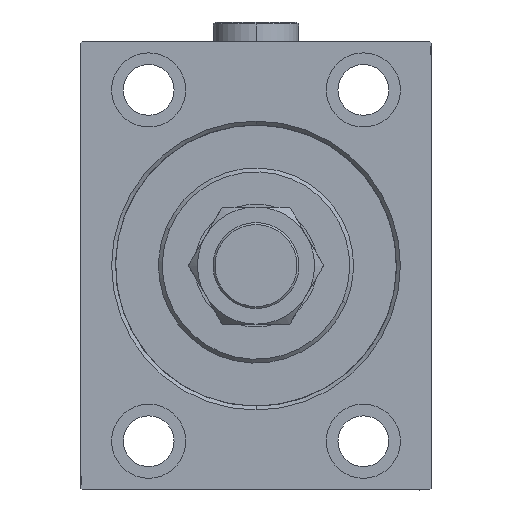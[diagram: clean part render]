
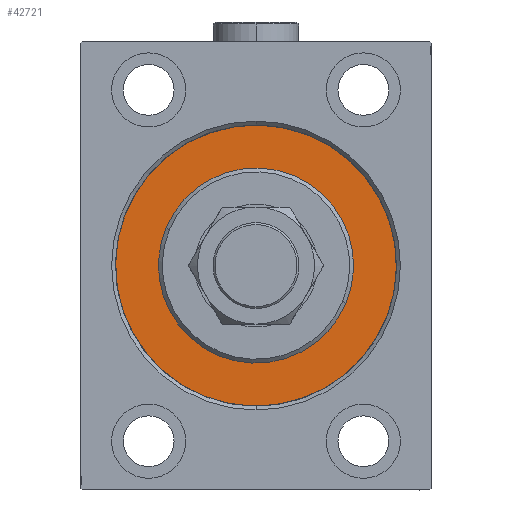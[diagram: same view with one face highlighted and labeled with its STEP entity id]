
A CAD part, left-side view. The second image highlights one B-rep face of the part: STEP entity #42721.
In plain terms, the highlighted face is planar.
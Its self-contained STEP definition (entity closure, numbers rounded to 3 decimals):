
#235 = CARTESIAN_POINT ( 'NONE',  ( 0., 0., 0. ) ) ;
#2835 = ORIENTED_EDGE ( 'NONE', *, *, #20401, .F. ) ;
#3787 = CIRCLE ( 'NONE', #31121, 25. ) ;
#4500 = DIRECTION ( 'NONE',  ( 0., 0., 1. ) ) ;
#5253 = DIRECTION ( 'NONE',  ( 1., 0., 0. ) ) ;
#6563 = EDGE_LOOP ( 'NONE', ( #2835, #22576 ) ) ;
#7769 = FACE_OUTER_BOUND ( 'NONE', #28093, .T. ) ;
#7933 = VERTEX_POINT ( 'NONE', #15693 ) ;
#11108 = EDGE_CURVE ( 'NONE', #33932, #7933, #35966, .T. ) ;
#11298 = CARTESIAN_POINT ( 'NONE',  ( 0., 0., -36. ) ) ;
#11933 = CIRCLE ( 'NONE', #21790, 25. ) ;
#12398 = VERTEX_POINT ( 'NONE', #18801 ) ;
#13052 = CIRCLE ( 'NONE', #39618, 36. ) ;
#14437 = FACE_BOUND ( 'NONE', #6563, .T. ) ;
#14686 = AXIS2_PLACEMENT_3D ( 'NONE', #21784, #15137, #22257 ) ;
#15137 = DIRECTION ( 'NONE',  ( -1., 0., 0. ) ) ;
#15336 = CARTESIAN_POINT ( 'NONE',  ( 0., 0., 0. ) ) ;
#15693 = CARTESIAN_POINT ( 'NONE',  ( 0., 0., 36. ) ) ;
#16350 = CARTESIAN_POINT ( 'NONE',  ( 0., 0., 0. ) ) ;
#18801 = CARTESIAN_POINT ( 'NONE',  ( 0., 0., -25. ) ) ;
#20401 = EDGE_CURVE ( 'NONE', #25727, #12398, #11933, .T. ) ;
#21526 = AXIS2_PLACEMENT_3D ( 'NONE', #235, #26107, #4500 ) ;
#21784 = CARTESIAN_POINT ( 'NONE',  ( 0., 0., 0. ) ) ;
#21790 = AXIS2_PLACEMENT_3D ( 'NONE', #15336, #22214, #44112 ) ;
#22214 = DIRECTION ( 'NONE',  ( 1., 0., 0. ) ) ;
#22257 = DIRECTION ( 'NONE',  ( 0., 0., 1. ) ) ;
#22576 = ORIENTED_EDGE ( 'NONE', *, *, #30448, .F. ) ;
#23771 = CARTESIAN_POINT ( 'NONE',  ( 0., 0., 0. ) ) ;
#25727 = VERTEX_POINT ( 'NONE', #26033 ) ;
#26033 = CARTESIAN_POINT ( 'NONE',  ( 0., 0., 25. ) ) ;
#26107 = DIRECTION ( 'NONE',  ( -1., 0., 0. ) ) ;
#27568 = DIRECTION ( 'NONE',  ( 0., 0., -1. ) ) ;
#28093 = EDGE_LOOP ( 'NONE', ( #37041, #28288 ) ) ;
#28288 = ORIENTED_EDGE ( 'NONE', *, *, #39906, .F. ) ;
#30448 = EDGE_CURVE ( 'NONE', #12398, #25727, #3787, .T. ) ;
#30843 = DIRECTION ( 'NONE',  ( -1., 0., 0. ) ) ;
#31121 = AXIS2_PLACEMENT_3D ( 'NONE', #23771, #5253, #27568 ) ;
#33932 = VERTEX_POINT ( 'NONE', #11298 ) ;
#35966 = CIRCLE ( 'NONE', #21526, 36. ) ;
#36303 = PLANE ( 'NONE',  #14686 ) ;
#37041 = ORIENTED_EDGE ( 'NONE', *, *, #11108, .F. ) ;
#39618 = AXIS2_PLACEMENT_3D ( 'NONE', #16350, #30843, #45355 ) ;
#39906 = EDGE_CURVE ( 'NONE', #7933, #33932, #13052, .T. ) ;
#42721 = ADVANCED_FACE ( 'NONE', ( #14437, #7769 ), #36303, .F. ) ;
#44112 = DIRECTION ( 'NONE',  ( 0., 0., -1. ) ) ;
#45355 = DIRECTION ( 'NONE',  ( 0., 0., 1. ) ) ;
